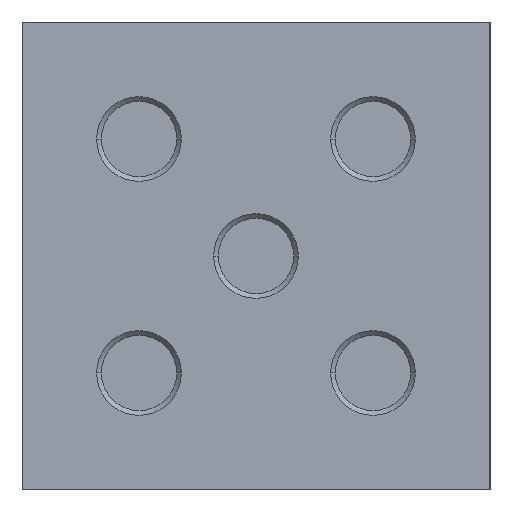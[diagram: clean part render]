
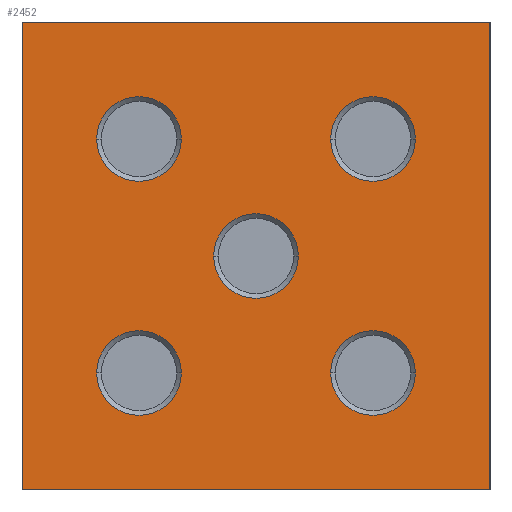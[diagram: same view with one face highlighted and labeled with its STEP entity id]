
A CAD part, left-side view. The second image highlights one B-rep face of the part: STEP entity #2452.
In plain terms, the highlighted planar face has unit normal (-1, 0, 0).
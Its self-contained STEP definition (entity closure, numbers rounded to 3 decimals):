
#2452=ADVANCED_FACE('',(#6457,#6458,#6459,#6460,#6461,#6462),#6463,.T.);
#6457=FACE_BOUND('',#12215,.T.);
#6458=FACE_BOUND('',#12216,.T.);
#6459=FACE_BOUND('',#12217,.T.);
#6460=FACE_BOUND('',#12218,.T.);
#6461=FACE_BOUND('',#12219,.T.);
#6462=FACE_OUTER_BOUND('',#12220,.T.);
#6463=PLANE('',#12221);
#12215=EDGE_LOOP('',(#19936,#19937));
#12216=EDGE_LOOP('',(#19938,#19939));
#12217=EDGE_LOOP('',(#19940,#19941));
#12218=EDGE_LOOP('',(#19942,#19943));
#12219=EDGE_LOOP('',(#19944,#19945));
#12220=EDGE_LOOP('',(#19946,#19947,#19948,#19949));
#12221=AXIS2_PLACEMENT_3D('',#19950,#19951,#19952);
#19936=ORIENTED_EDGE('',*,*,#33750,.F.);
#19937=ORIENTED_EDGE('',*,*,#33751,.F.);
#19938=ORIENTED_EDGE('',*,*,#33752,.F.);
#19939=ORIENTED_EDGE('',*,*,#33639,.F.);
#19940=ORIENTED_EDGE('',*,*,#33753,.F.);
#19941=ORIENTED_EDGE('',*,*,#32774,.F.);
#19942=ORIENTED_EDGE('',*,*,#33754,.F.);
#19943=ORIENTED_EDGE('',*,*,#33755,.F.);
#19944=ORIENTED_EDGE('',*,*,#33756,.F.);
#19945=ORIENTED_EDGE('',*,*,#33757,.F.);
#19946=ORIENTED_EDGE('',*,*,#33758,.F.);
#19947=ORIENTED_EDGE('',*,*,#33759,.F.);
#19948=ORIENTED_EDGE('',*,*,#33760,.T.);
#19949=ORIENTED_EDGE('',*,*,#33761,.F.);
#19950=CARTESIAN_POINT('',(-240.0,390.0,0.0));
#19951=DIRECTION('',(-1.0,0.0,0.0));
#19952=DIRECTION('',(0.0,0.0,1.0));
#32774=EDGE_CURVE('',#39333,#39335,#39336,.T.);
#33639=EDGE_CURVE('',#40747,#40749,#40750,.T.);
#33750=EDGE_CURVE('',#40918,#40919,#40920,.T.);
#33751=EDGE_CURVE('',#40919,#40918,#40921,.T.);
#33752=EDGE_CURVE('',#40749,#40747,#40922,.T.);
#33753=EDGE_CURVE('',#39335,#39333,#40923,.T.);
#33754=EDGE_CURVE('',#40924,#40925,#40926,.T.);
#33755=EDGE_CURVE('',#40925,#40924,#40927,.T.);
#33756=EDGE_CURVE('',#40928,#40929,#40930,.T.);
#33757=EDGE_CURVE('',#40929,#40928,#40931,.T.);
#33758=EDGE_CURVE('',#40932,#40933,#40934,.T.);
#33759=EDGE_CURVE('',#40935,#40932,#40936,.T.);
#33760=EDGE_CURVE('',#40935,#40937,#40938,.T.);
#33761=EDGE_CURVE('',#40933,#40937,#40939,.T.);
#39333=VERTEX_POINT('',#47803);
#39335=VERTEX_POINT('',#47806);
#39336=CIRCLE('',#47807,9.05);
#40747=VERTEX_POINT('',#49515);
#40749=VERTEX_POINT('',#49518);
#40750=CIRCLE('',#49519,9.05);
#40918=VERTEX_POINT('',#49728);
#40919=VERTEX_POINT('',#49729);
#40920=CIRCLE('',#49730,9.05);
#40921=CIRCLE('',#49731,9.05);
#40922=CIRCLE('',#49732,9.05);
#40923=CIRCLE('',#49733,9.05);
#40924=VERTEX_POINT('',#49734);
#40925=VERTEX_POINT('',#49735);
#40926=CIRCLE('',#49736,9.05);
#40927=CIRCLE('',#49737,9.05);
#40928=VERTEX_POINT('',#49738);
#40929=VERTEX_POINT('',#49739);
#40930=CIRCLE('',#49740,9.05);
#40931=CIRCLE('',#49741,9.05);
#40932=VERTEX_POINT('',#49742);
#40933=VERTEX_POINT('',#49743);
#40934=LINE('',#49744,#49745);
#40935=VERTEX_POINT('',#49746);
#40936=LINE('',#49747,#49748);
#40937=VERTEX_POINT('',#49749);
#40938=LINE('',#49750,#49751);
#40939=LINE('',#49752,#49753);
#47803=CARTESIAN_POINT('',(-240.0,336.05,25.0));
#47806=CARTESIAN_POINT('',(-240.0,317.95,25.0));
#47807=AXIS2_PLACEMENT_3D('',#57442,#57443,#57444);
#49515=CARTESIAN_POINT('',(-240.0,361.05,50.0));
#49518=CARTESIAN_POINT('',(-240.0,342.95,50.0));
#49519=AXIS2_PLACEMENT_3D('',#58973,#58974,#58975);
#49728=CARTESIAN_POINT('',(-240.0,367.95,25.0));
#49729=CARTESIAN_POINT('',(-240.0,386.05,25.0));
#49730=AXIS2_PLACEMENT_3D('',#59143,#59144,#59145);
#49731=AXIS2_PLACEMENT_3D('',#59146,#59147,#59148);
#49732=AXIS2_PLACEMENT_3D('',#59149,#59150,#59151);
#49733=AXIS2_PLACEMENT_3D('',#59152,#59153,#59154);
#49734=CARTESIAN_POINT('',(-240.0,367.95,75.0));
#49735=CARTESIAN_POINT('',(-240.0,386.05,75.0));
#49736=AXIS2_PLACEMENT_3D('',#59155,#59156,#59157);
#49737=AXIS2_PLACEMENT_3D('',#59158,#59159,#59160);
#49738=CARTESIAN_POINT('',(-240.0,317.95,75.0));
#49739=CARTESIAN_POINT('',(-240.0,336.05,75.0));
#49740=AXIS2_PLACEMENT_3D('',#59161,#59162,#59163);
#49741=AXIS2_PLACEMENT_3D('',#59164,#59165,#59166);
#49742=CARTESIAN_POINT('',(-240.0,302.0,0.0));
#49743=CARTESIAN_POINT('',(-240.0,402.0,0.0));
#49744=CARTESIAN_POINT('',(-240.0,302.0,0.0));
#49745=VECTOR('',#59167,1.0);
#49746=CARTESIAN_POINT('',(-240.0,302.0,100.0));
#49747=CARTESIAN_POINT('',(-240.0,302.0,100.0));
#49748=VECTOR('',#59168,1.0);
#49749=CARTESIAN_POINT('',(-240.0,402.0,100.0));
#49750=CARTESIAN_POINT('',(-240.0,390.0,100.0));
#49751=VECTOR('',#59169,1.0);
#49752=CARTESIAN_POINT('',(-240.0,402.0,0.0));
#49753=VECTOR('',#59170,1.0);
#57442=CARTESIAN_POINT('',(-240.0,327.0,25.0));
#57443=DIRECTION('',(-1.0,0.0,0.0));
#57444=DIRECTION('',(0.0,1.0,0.0));
#58973=CARTESIAN_POINT('',(-240.0,352.0,50.0));
#58974=DIRECTION('',(-1.0,0.0,0.0));
#58975=DIRECTION('',(0.0,1.0,0.0));
#59143=CARTESIAN_POINT('',(-240.0,377.0,25.0));
#59144=DIRECTION('',(-1.0,0.0,0.0));
#59145=DIRECTION('',(0.0,1.0,0.0));
#59146=CARTESIAN_POINT('',(-240.0,377.0,25.0));
#59147=DIRECTION('',(-1.0,0.0,0.0));
#59148=DIRECTION('',(0.0,1.0,0.0));
#59149=CARTESIAN_POINT('',(-240.0,352.0,50.0));
#59150=DIRECTION('',(-1.0,0.0,0.0));
#59151=DIRECTION('',(0.0,1.0,0.0));
#59152=CARTESIAN_POINT('',(-240.0,327.0,25.0));
#59153=DIRECTION('',(-1.0,0.0,0.0));
#59154=DIRECTION('',(0.0,1.0,0.0));
#59155=CARTESIAN_POINT('',(-240.0,377.0,75.0));
#59156=DIRECTION('',(-1.0,0.0,0.0));
#59157=DIRECTION('',(0.0,1.0,0.0));
#59158=CARTESIAN_POINT('',(-240.0,377.0,75.0));
#59159=DIRECTION('',(-1.0,0.0,0.0));
#59160=DIRECTION('',(0.0,1.0,0.0));
#59161=CARTESIAN_POINT('',(-240.0,327.0,75.0));
#59162=DIRECTION('',(-1.0,0.0,0.0));
#59163=DIRECTION('',(0.0,1.0,0.0));
#59164=CARTESIAN_POINT('',(-240.0,327.0,75.0));
#59165=DIRECTION('',(-1.0,0.0,0.0));
#59166=DIRECTION('',(0.0,1.0,0.0));
#59167=DIRECTION('',(0.0,1.0,0.0));
#59168=DIRECTION('',(0.0,0.0,-1.0));
#59169=DIRECTION('',(0.0,1.0,0.0));
#59170=DIRECTION('',(0.0,0.0,1.0));
